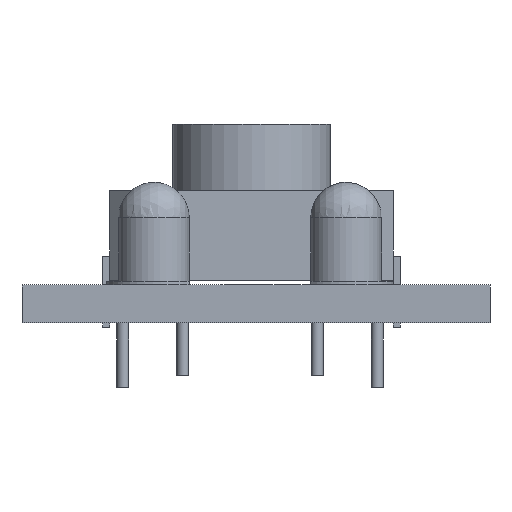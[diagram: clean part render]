
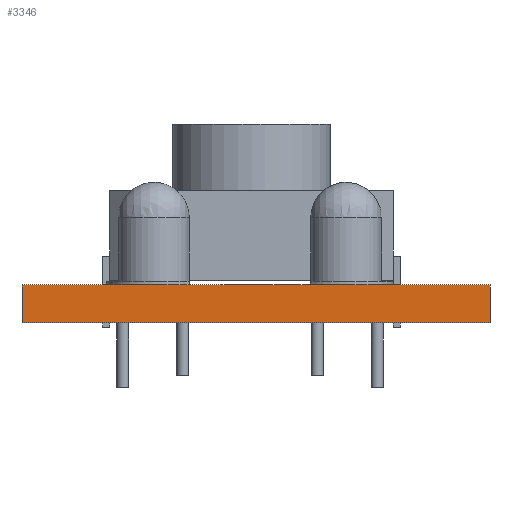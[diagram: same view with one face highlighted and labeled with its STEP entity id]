
A CAD part, front view. The second image highlights one B-rep face of the part: STEP entity #3346.
In plain terms, the highlighted planar face has unit normal (0, -1, 0).
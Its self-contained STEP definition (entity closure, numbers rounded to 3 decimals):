
#1438 = PLANE('',#1439);
#1439 = AXIS2_PLACEMENT_3D('',#1440,#1441,#1442);
#1440 = CARTESIAN_POINT('',(105.41,-183.642,1.6));
#1441 = DIRECTION('',(0.,0.,1.));
#1442 = DIRECTION('',(1.,0.,0.));
#2345 = VERTEX_POINT('',#2346);
#2346 = CARTESIAN_POINT('',(105.41,-183.642,1.6));
#2362 = PLANE('',#2363);
#2363 = AXIS2_PLACEMENT_3D('',#2364,#2365,#2366);
#2364 = CARTESIAN_POINT('',(105.41,-183.642,0.));
#2365 = DIRECTION('',(-1.,0.,0.));
#2366 = DIRECTION('',(0.,1.,0.));
#2374 = EDGE_CURVE('',#2375,#2345,#2377,.T.);
#2375 = VERTEX_POINT('',#2376);
#2376 = CARTESIAN_POINT('',(125.222,-183.642,1.6));
#2377 = SURFACE_CURVE('',#2378,(#2382,#2389),.PCURVE_S1.);
#2378 = LINE('',#2379,#2380);
#2379 = CARTESIAN_POINT('',(125.222,-183.642,1.6));
#2380 = VECTOR('',#2381,1.);
#2381 = DIRECTION('',(-1.,0.,0.));
#2382 = PCURVE('',#1438,#2383);
#2383 = DEFINITIONAL_REPRESENTATION('',(#2384),#2388);
#2384 = LINE('',#2385,#2386);
#2385 = CARTESIAN_POINT('',(19.812,0.));
#2386 = VECTOR('',#2387,1.);
#2387 = DIRECTION('',(-1.,0.));
#2388 = ( GEOMETRIC_REPRESENTATION_CONTEXT(2) 
PARAMETRIC_REPRESENTATION_CONTEXT() REPRESENTATION_CONTEXT('2D SPACE',''
  ) );
#2389 = PCURVE('',#2390,#2395);
#2390 = PLANE('',#2391);
#2391 = AXIS2_PLACEMENT_3D('',#2392,#2393,#2394);
#2392 = CARTESIAN_POINT('',(125.222,-183.642,0.));
#2393 = DIRECTION('',(0.,-1.,0.));
#2394 = DIRECTION('',(-1.,0.,0.));
#2395 = DEFINITIONAL_REPRESENTATION('',(#2396),#2400);
#2396 = LINE('',#2397,#2398);
#2397 = CARTESIAN_POINT('',(0.,-1.6));
#2398 = VECTOR('',#2399,1.);
#2399 = DIRECTION('',(1.,0.));
#2400 = ( GEOMETRIC_REPRESENTATION_CONTEXT(2) 
PARAMETRIC_REPRESENTATION_CONTEXT() REPRESENTATION_CONTEXT('2D SPACE',''
  ) );
#2418 = PLANE('',#2419);
#2419 = AXIS2_PLACEMENT_3D('',#2420,#2421,#2422);
#2420 = CARTESIAN_POINT('',(125.222,-182.88,0.));
#2421 = DIRECTION('',(1.,0.,0.));
#2422 = DIRECTION('',(0.,-1.,0.));
#3274 = EDGE_CURVE('',#3275,#2345,#3277,.T.);
#3275 = VERTEX_POINT('',#3276);
#3276 = CARTESIAN_POINT('',(105.41,-183.642,0.));
#3277 = SURFACE_CURVE('',#3278,(#3282,#3289),.PCURVE_S1.);
#3278 = LINE('',#3279,#3280);
#3279 = CARTESIAN_POINT('',(105.41,-183.642,0.));
#3280 = VECTOR('',#3281,1.);
#3281 = DIRECTION('',(0.,0.,1.));
#3282 = PCURVE('',#2362,#3283);
#3283 = DEFINITIONAL_REPRESENTATION('',(#3284),#3288);
#3284 = LINE('',#3285,#3286);
#3285 = CARTESIAN_POINT('',(0.,0.));
#3286 = VECTOR('',#3287,1.);
#3287 = DIRECTION('',(0.,-1.));
#3288 = ( GEOMETRIC_REPRESENTATION_CONTEXT(2) 
PARAMETRIC_REPRESENTATION_CONTEXT() REPRESENTATION_CONTEXT('2D SPACE',''
  ) );
#3289 = PCURVE('',#2390,#3290);
#3290 = DEFINITIONAL_REPRESENTATION('',(#3291),#3295);
#3291 = LINE('',#3292,#3293);
#3292 = CARTESIAN_POINT('',(19.812,0.));
#3293 = VECTOR('',#3294,1.);
#3294 = DIRECTION('',(0.,-1.));
#3295 = ( GEOMETRIC_REPRESENTATION_CONTEXT(2) 
PARAMETRIC_REPRESENTATION_CONTEXT() REPRESENTATION_CONTEXT('2D SPACE',''
  ) );
#3335 = PLANE('',#3336);
#3336 = AXIS2_PLACEMENT_3D('',#3337,#3338,#3339);
#3337 = CARTESIAN_POINT('',(105.41,-183.642,0.));
#3338 = DIRECTION('',(0.,0.,1.));
#3339 = DIRECTION('',(1.,0.,0.));
#3346 = ADVANCED_FACE('',(#3347),#2390,.T.);
#3347 = FACE_BOUND('',#3348,.T.);
#3348 = EDGE_LOOP('',(#3349,#3372,#3373,#3374));
#3349 = ORIENTED_EDGE('',*,*,#3350,.T.);
#3350 = EDGE_CURVE('',#3351,#2375,#3353,.T.);
#3351 = VERTEX_POINT('',#3352);
#3352 = CARTESIAN_POINT('',(125.222,-183.642,0.));
#3353 = SURFACE_CURVE('',#3354,(#3358,#3365),.PCURVE_S1.);
#3354 = LINE('',#3355,#3356);
#3355 = CARTESIAN_POINT('',(125.222,-183.642,0.));
#3356 = VECTOR('',#3357,1.);
#3357 = DIRECTION('',(0.,0.,1.));
#3358 = PCURVE('',#2390,#3359);
#3359 = DEFINITIONAL_REPRESENTATION('',(#3360),#3364);
#3360 = LINE('',#3361,#3362);
#3361 = CARTESIAN_POINT('',(0.,-0.));
#3362 = VECTOR('',#3363,1.);
#3363 = DIRECTION('',(0.,-1.));
#3364 = ( GEOMETRIC_REPRESENTATION_CONTEXT(2) 
PARAMETRIC_REPRESENTATION_CONTEXT() REPRESENTATION_CONTEXT('2D SPACE',''
  ) );
#3365 = PCURVE('',#2418,#3366);
#3366 = DEFINITIONAL_REPRESENTATION('',(#3367),#3371);
#3367 = LINE('',#3368,#3369);
#3368 = CARTESIAN_POINT('',(0.762,0.));
#3369 = VECTOR('',#3370,1.);
#3370 = DIRECTION('',(0.,-1.));
#3371 = ( GEOMETRIC_REPRESENTATION_CONTEXT(2) 
PARAMETRIC_REPRESENTATION_CONTEXT() REPRESENTATION_CONTEXT('2D SPACE',''
  ) );
#3372 = ORIENTED_EDGE('',*,*,#2374,.T.);
#3373 = ORIENTED_EDGE('',*,*,#3274,.F.);
#3374 = ORIENTED_EDGE('',*,*,#3375,.F.);
#3375 = EDGE_CURVE('',#3351,#3275,#3376,.T.);
#3376 = SURFACE_CURVE('',#3377,(#3381,#3388),.PCURVE_S1.);
#3377 = LINE('',#3378,#3379);
#3378 = CARTESIAN_POINT('',(125.222,-183.642,0.));
#3379 = VECTOR('',#3380,1.);
#3380 = DIRECTION('',(-1.,0.,0.));
#3381 = PCURVE('',#2390,#3382);
#3382 = DEFINITIONAL_REPRESENTATION('',(#3383),#3387);
#3383 = LINE('',#3384,#3385);
#3384 = CARTESIAN_POINT('',(0.,-0.));
#3385 = VECTOR('',#3386,1.);
#3386 = DIRECTION('',(1.,0.));
#3387 = ( GEOMETRIC_REPRESENTATION_CONTEXT(2) 
PARAMETRIC_REPRESENTATION_CONTEXT() REPRESENTATION_CONTEXT('2D SPACE',''
  ) );
#3388 = PCURVE('',#3335,#3389);
#3389 = DEFINITIONAL_REPRESENTATION('',(#3390),#3394);
#3390 = LINE('',#3391,#3392);
#3391 = CARTESIAN_POINT('',(19.812,0.));
#3392 = VECTOR('',#3393,1.);
#3393 = DIRECTION('',(-1.,0.));
#3394 = ( GEOMETRIC_REPRESENTATION_CONTEXT(2) 
PARAMETRIC_REPRESENTATION_CONTEXT() REPRESENTATION_CONTEXT('2D SPACE',''
  ) );
